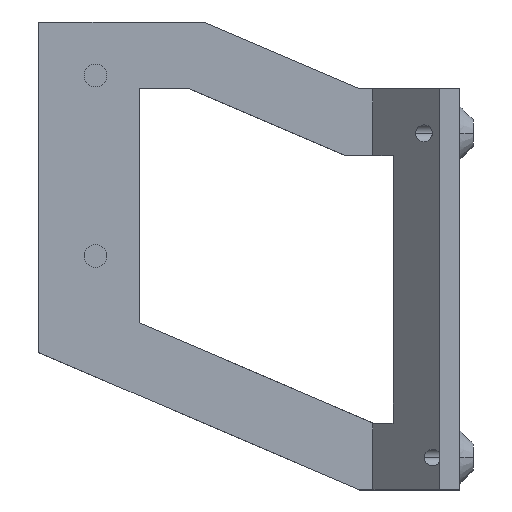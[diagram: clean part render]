
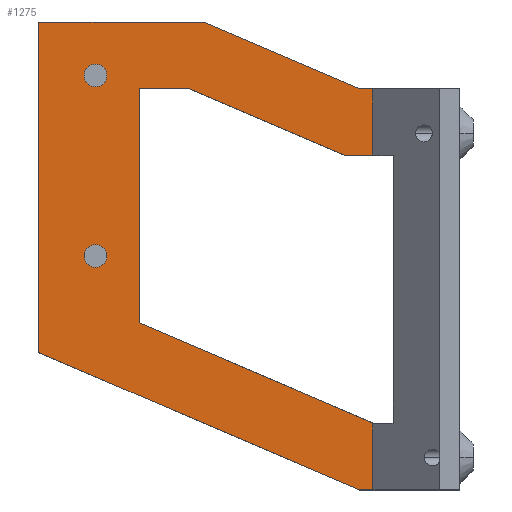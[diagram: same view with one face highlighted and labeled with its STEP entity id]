
A CAD part, top view. The second image highlights one B-rep face of the part: STEP entity #1275.
In plain terms, the highlighted face is planar.
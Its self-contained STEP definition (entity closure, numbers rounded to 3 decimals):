
#4 = EDGE_LOOP ( 'NONE', ( #7, #421, #886, #384, #1002, #193, #583, #179, #897, #1165, #372, #654, #495 ) ) ;
#7 = ORIENTED_EDGE ( 'NONE', *, *, #42, .F. ) ;
#14 = CARTESIAN_POINT ( 'NONE',  ( 8., 26.946, 0. ) ) ;
#27 = LINE ( 'NONE', #990, #149 ) ;
#42 = EDGE_CURVE ( 'NONE', #953, #720, #761, .T. ) ;
#51 = DIRECTION ( 'NONE',  ( 0., 0., 1. ) ) ;
#54 = DIRECTION ( 'NONE',  ( 0., 0., -1. ) ) ;
#68 = DIRECTION ( 'NONE',  ( 1., 0., 0. ) ) ;
#74 = VERTEX_POINT ( 'NONE', #157 ) ;
#84 = VECTOR ( 'NONE', #998, 1000. ) ;
#85 = CARTESIAN_POINT ( 'NONE',  ( 58., 37.478, 0. ) ) ;
#87 = LINE ( 'NONE', #1322, #1140 ) ;
#93 = VERTEX_POINT ( 'NONE', #467 ) ;
#97 = VECTOR ( 'NONE', #275, 1000. ) ;
#110 = VERTEX_POINT ( 'NONE', #1086 ) ;
#115 = VECTOR ( 'NONE', #219, 1000. ) ;
#117 = EDGE_CURVE ( 'NONE', #603, #1242, #27, .T. ) ;
#121 = CARTESIAN_POINT ( 'NONE',  ( 14.8, 12.5, 0. ) ) ;
#123 = CARTESIAN_POINT ( 'NONE',  ( 16.5, 12.5, 0. ) ) ;
#124 = CIRCLE ( 'NONE', #401, 1.7 ) ;
#143 = EDGE_CURVE ( 'NONE', #1197, #509, #181, .T. ) ;
#149 = VECTOR ( 'NONE', #1289, 1000. ) ;
#153 = VECTOR ( 'NONE', #232, 1000. ) ;
#155 = LINE ( 'NONE', #799, #84 ) ;
#157 = CARTESIAN_POINT ( 'NONE',  ( 23., -12.5, 0. ) ) ;
#168 = CARTESIAN_POINT ( 'NONE',  ( 0., -2.5, 0. ) ) ;
#179 = ORIENTED_EDGE ( 'NONE', *, *, #1318, .T. ) ;
#181 = LINE ( 'NONE', #774, #377 ) ;
#187 = CARTESIAN_POINT ( 'NONE',  ( 23., 0., 0. ) ) ;
#193 = ORIENTED_EDGE ( 'NONE', *, *, #143, .T. ) ;
#217 = FACE_BOUND ( 'NONE', #1240, .T. ) ;
#219 = DIRECTION ( 'NONE',  ( 1., 0., 0. ) ) ;
#232 = DIRECTION ( 'NONE',  ( 0.919, 0.394, 0. ) ) ;
#260 = DIRECTION ( 'NONE',  ( 1., 0., 0. ) ) ;
#270 = EDGE_CURVE ( 'NONE', #599, #309, #124, .T. ) ;
#275 = DIRECTION ( 'NONE',  ( 0., -1., 0. ) ) ;
#279 = EDGE_CURVE ( 'NONE', #720, #93, #87, .T. ) ;
#289 = EDGE_CURVE ( 'NONE', #1242, #74, #960, .T. ) ;
#309 = VERTEX_POINT ( 'NONE', #1308 ) ;
#311 = ORIENTED_EDGE ( 'NONE', *, *, #835, .F. ) ;
#325 = CARTESIAN_POINT ( 'NONE',  ( 0., 0., 0. ) ) ;
#333 = DIRECTION ( 'NONE',  ( 0., -1., 0. ) ) ;
#357 = CARTESIAN_POINT ( 'NONE',  ( 68., 47.5, 0. ) ) ;
#372 = ORIENTED_EDGE ( 'NONE', *, *, #660, .F. ) ;
#377 = VECTOR ( 'NONE', #674, 1000. ) ;
#384 = ORIENTED_EDGE ( 'NONE', *, *, #289, .T. ) ;
#401 = AXIS2_PLACEMENT_3D ( 'NONE', #695, #1009, #807 ) ;
#406 = CARTESIAN_POINT ( 'NONE',  ( 8., -22.5, 0. ) ) ;
#409 = DIRECTION ( 'NONE',  ( 0., -1., 0. ) ) ;
#419 = VERTEX_POINT ( 'NONE', #406 ) ;
#421 = ORIENTED_EDGE ( 'NONE', *, *, #901, .T. ) ;
#425 = VERTEX_POINT ( 'NONE', #1119 ) ;
#464 = LINE ( 'NONE', #569, #1156 ) ;
#467 = CARTESIAN_POINT ( 'NONE',  ( 8., 26.946, 0. ) ) ;
#490 = EDGE_CURVE ( 'NONE', #93, #419, #513, .T. ) ;
#495 = ORIENTED_EDGE ( 'NONE', *, *, #279, .F. ) ;
#498 = VECTOR ( 'NONE', #644, 1000. ) ;
#502 = DIRECTION ( 'NONE',  ( 1., 0., 0. ) ) ;
#509 = VERTEX_POINT ( 'NONE', #745 ) ;
#513 = LINE ( 'NONE', #14, #1342 ) ;
#515 = EDGE_CURVE ( 'NONE', #74, #1197, #665, .T. ) ;
#523 = ORIENTED_EDGE ( 'NONE', *, *, #948, .F. ) ;
#566 = AXIS2_PLACEMENT_3D ( 'NONE', #123, #1030, #727 ) ;
#569 = CARTESIAN_POINT ( 'NONE',  ( 58., 0., 0. ) ) ;
#570 = ORIENTED_EDGE ( 'NONE', *, *, #270, .F. ) ;
#579 = CIRCLE ( 'NONE', #750, 1.7 ) ;
#583 = ORIENTED_EDGE ( 'NONE', *, *, #776, .T. ) ;
#599 = VERTEX_POINT ( 'NONE', #876 ) ;
#603 = VERTEX_POINT ( 'NONE', #85 ) ;
#633 = EDGE_CURVE ( 'NONE', #1227, #770, #651, .T. ) ;
#643 = CARTESIAN_POINT ( 'NONE',  ( 18.2, 12.5, 0. ) ) ;
#644 = DIRECTION ( 'NONE',  ( -1., 0., 0. ) ) ;
#645 = CARTESIAN_POINT ( 'NONE',  ( 56., 47.5, 0. ) ) ;
#651 = LINE ( 'NONE', #712, #153 ) ;
#654 = ORIENTED_EDGE ( 'NONE', *, *, #490, .F. ) ;
#660 = EDGE_CURVE ( 'NONE', #419, #1227, #1222, .T. ) ;
#665 = LINE ( 'NONE', #725, #115 ) ;
#674 = DIRECTION ( 'NONE',  ( 0.919, 0.394, 0. ) ) ;
#675 = DIRECTION ( 'NONE',  ( 0., -1., 0. ) ) ;
#677 = CARTESIAN_POINT ( 'NONE',  ( 16.5, -14.5, 0. ) ) ;
#695 = CARTESIAN_POINT ( 'NONE',  ( 16.5, -14.5, 0. ) ) ;
#703 = DIRECTION ( 'NONE',  ( 1., 0., 0. ) ) ;
#705 = CARTESIAN_POINT ( 'NONE',  ( 16.5, 12.5, 0. ) ) ;
#711 = CARTESIAN_POINT ( 'NONE',  ( 58., 0., 0. ) ) ;
#712 = CARTESIAN_POINT ( 'NONE',  ( 56., -12.5, 0. ) ) ;
#720 = VERTEX_POINT ( 'NONE', #645 ) ;
#721 = ORIENTED_EDGE ( 'NONE', *, *, #983, .F. ) ;
#725 = CARTESIAN_POINT ( 'NONE',  ( 0., -12.5, 0. ) ) ;
#727 = DIRECTION ( 'NONE',  ( 1., 0., 0. ) ) ;
#737 = VECTOR ( 'NONE', #409, 1000. ) ;
#745 = CARTESIAN_POINT ( 'NONE',  ( 53.949, -2.5, 0. ) ) ;
#750 = AXIS2_PLACEMENT_3D ( 'NONE', #677, #54, #703 ) ;
#761 = LINE ( 'NONE', #357, #498 ) ;
#762 = FACE_OUTER_BOUND ( 'NONE', #4, .T. ) ;
#766 = DIRECTION ( 'NONE',  ( 1., 0., 0. ) ) ;
#770 = VERTEX_POINT ( 'NONE', #787 ) ;
#774 = CARTESIAN_POINT ( 'NONE',  ( 9.264, -21.634, 0. ) ) ;
#776 = EDGE_CURVE ( 'NONE', #509, #425, #790, .T. ) ;
#787 = CARTESIAN_POINT ( 'NONE',  ( 56., -12.5, 0. ) ) ;
#790 = LINE ( 'NONE', #168, #1263 ) ;
#799 = CARTESIAN_POINT ( 'NONE',  ( 68., -12.5, 0. ) ) ;
#807 = DIRECTION ( 'NONE',  ( 1., 0., 0. ) ) ;
#831 = AXIS2_PLACEMENT_3D ( 'NONE', #325, #51, #68 ) ;
#835 = EDGE_CURVE ( 'NONE', #309, #599, #579, .T. ) ;
#867 = VERTEX_POINT ( 'NONE', #121 ) ;
#869 = CIRCLE ( 'NONE', #566, 1.7 ) ;
#876 = CARTESIAN_POINT ( 'NONE',  ( 14.8, -14.5, 0. ) ) ;
#886 = ORIENTED_EDGE ( 'NONE', *, *, #117, .T. ) ;
#897 = ORIENTED_EDGE ( 'NONE', *, *, #1015, .F. ) ;
#901 = EDGE_CURVE ( 'NONE', #953, #603, #1214, .T. ) ;
#924 = PLANE ( 'NONE',  #831 ) ;
#932 = EDGE_LOOP ( 'NONE', ( #721, #523 ) ) ;
#942 = CARTESIAN_POINT ( 'NONE',  ( 30.596, -12.5, 0. ) ) ;
#948 = EDGE_CURVE ( 'NONE', #867, #1198, #869, .T. ) ;
#953 = VERTEX_POINT ( 'NONE', #1048 ) ;
#960 = LINE ( 'NONE', #187, #97 ) ;
#963 = VECTOR ( 'NONE', #766, 1000. ) ;
#983 = EDGE_CURVE ( 'NONE', #1198, #867, #1324, .T. ) ;
#990 = CARTESIAN_POINT ( 'NONE',  ( -4.575, 10.683, 0. ) ) ;
#998 = DIRECTION ( 'NONE',  ( 1., 0., 0. ) ) ;
#1002 = ORIENTED_EDGE ( 'NONE', *, *, #515, .T. ) ;
#1007 = DIRECTION ( 'NONE',  ( 0., 0., -1. ) ) ;
#1009 = DIRECTION ( 'NONE',  ( 0., 0., -1. ) ) ;
#1015 = EDGE_CURVE ( 'NONE', #770, #110, #155, .T. ) ;
#1030 = DIRECTION ( 'NONE',  ( 0., 0., -1. ) ) ;
#1035 = FACE_BOUND ( 'NONE', #932, .T. ) ;
#1048 = CARTESIAN_POINT ( 'NONE',  ( 58., 47.5, 0. ) ) ;
#1086 = CARTESIAN_POINT ( 'NONE',  ( 58., -12.5, 0. ) ) ;
#1096 = AXIS2_PLACEMENT_3D ( 'NONE', #705, #1007, #502 ) ;
#1097 = DIRECTION ( 'NONE',  ( -0.919, -0.394, 0. ) ) ;
#1119 = CARTESIAN_POINT ( 'NONE',  ( 58., -2.5, 0. ) ) ;
#1140 = VECTOR ( 'NONE', #1097, 1000. ) ;
#1145 = CARTESIAN_POINT ( 'NONE',  ( 32.647, -22.5, 0. ) ) ;
#1156 = VECTOR ( 'NONE', #675, 1000. ) ;
#1165 = ORIENTED_EDGE ( 'NONE', *, *, #633, .F. ) ;
#1197 = VERTEX_POINT ( 'NONE', #942 ) ;
#1198 = VERTEX_POINT ( 'NONE', #643 ) ;
#1214 = LINE ( 'NONE', #711, #737 ) ;
#1222 = LINE ( 'NONE', #1269, #963 ) ;
#1227 = VERTEX_POINT ( 'NONE', #1145 ) ;
#1240 = EDGE_LOOP ( 'NONE', ( #311, #570 ) ) ;
#1242 = VERTEX_POINT ( 'NONE', #1264 ) ;
#1263 = VECTOR ( 'NONE', #260, 1000. ) ;
#1264 = CARTESIAN_POINT ( 'NONE',  ( 23., 22.491, 0. ) ) ;
#1269 = CARTESIAN_POINT ( 'NONE',  ( 8., -22.5, 0. ) ) ;
#1275 = ADVANCED_FACE ( 'NONE', ( #762, #1035, #217 ), #924, .F. ) ;
#1289 = DIRECTION ( 'NONE',  ( -0.919, -0.394, 0. ) ) ;
#1308 = CARTESIAN_POINT ( 'NONE',  ( 18.2, -14.5, 0. ) ) ;
#1318 = EDGE_CURVE ( 'NONE', #425, #110, #464, .T. ) ;
#1322 = CARTESIAN_POINT ( 'NONE',  ( 56., 47.5, 0. ) ) ;
#1324 = CIRCLE ( 'NONE', #1096, 1.7 ) ;
#1342 = VECTOR ( 'NONE', #333, 1000. ) ;
